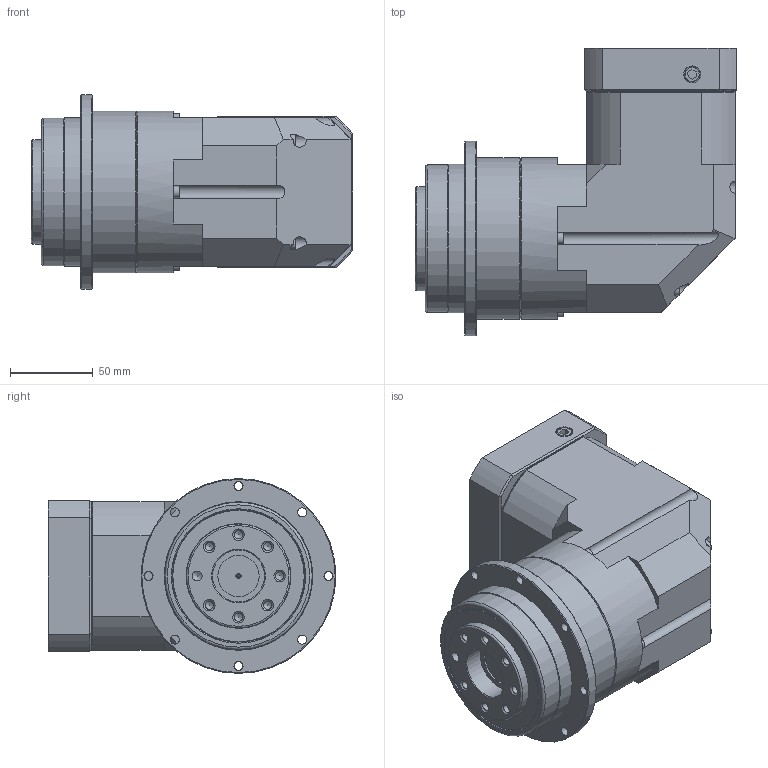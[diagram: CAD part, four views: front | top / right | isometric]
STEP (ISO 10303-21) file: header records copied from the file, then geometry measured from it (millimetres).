
FILE_DESCRIPTION((''),'2;1');
FILE_NAME('KSDL-90-1A.stp','2013-08-28T17:00:35',('young'),(''),'Autodesk Inventor 2012','Autodesk Inventor 2012','');
FILE_SCHEMA(('AUTOMOTIVE_DESIGN { 1 0 10303 214 1 1 1 1 }'));
Length unit declared in the file: millimetre
Products named in the file (3): KSDL-90-1A; KSDL-90-1(Body)a; 90BK(70-90-M6)
Assembly tree (2 placements, depth 2):
  KSDL-90-1A
    KSDL-90-1(Body)a
    90BK(70-90-M6)
Bounding box: 194.6 x 174.3 x 118 mm (x, y, z)
Volume: 1047487.5 mm3; surface area: 248011.6 mm2
Topology: 23 solids, 24 shells, 650 faces, 1530 edges, 977 vertices
Faces by surface type: plane 333, cylinder 161, cone 127, torus 23, bspline 6
Full cylindrical faces by diameter (mm): 2 x1, 3.3 x8, 4 x11, 4.2 x1, 5 x18, 5.1 x4, 5.5 x8, 6 x10, 6.5 x1, 6.8 x4, 7 x7, 8 x4, 8.433 x2, 9.5 x2, 10 x5, 11 x4, 19 x1, 25 x2, 26 x1, 28.4 x1, 29.8 x1, 30 x1, 31.5 x1, 39 x1, 43 x1, 45 x3, 55 x3, 63 x2, 63.92 x9, 65 x1
Entity records: 20982 total; most frequent: CARTESIAN_POINT 7412, DIRECTION 2853, ORIENTED_EDGE 2362, EDGE_CURVE 1181, AXIS2_PLACEMENT_3D 1159, EDGE_LOOP 1006, VERTEX_POINT 893, FACE_OUTER_BOUND 641
